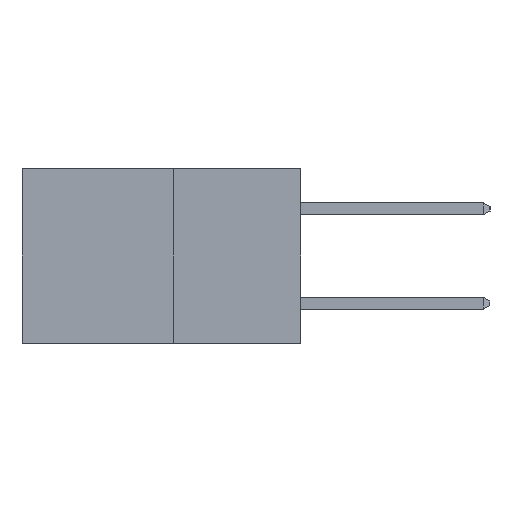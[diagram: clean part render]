
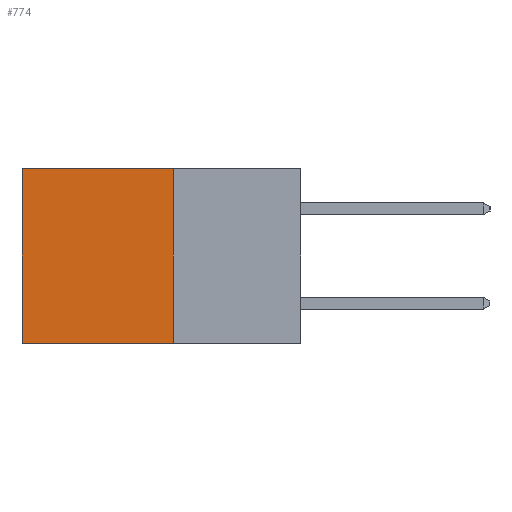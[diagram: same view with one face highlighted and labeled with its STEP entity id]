
A CAD part, left-side view. The second image highlights one B-rep face of the part: STEP entity #774.
In plain terms, the highlighted planar face has unit normal (-1, 0, 0).
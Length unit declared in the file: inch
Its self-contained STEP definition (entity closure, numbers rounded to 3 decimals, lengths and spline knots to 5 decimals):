
#286 = LINE ( 'NONE', #5733, #4279 ) ;
#428 = EDGE_CURVE ( 'NONE', #4457, #2843, #8699, .T. ) ;
#774 = ADVANCED_FACE ( 'NONE', ( #2203 ), #5340, .F. ) ;
#1122 = EDGE_LOOP ( 'NONE', ( #6663, #6360, #5830, #5805 ) ) ;
#1474 = DIRECTION ( 'NONE',  ( 1., 0., 0. ) ) ;
#1613 = DIRECTION ( 'NONE',  ( 0., 1., 0. ) ) ;
#2203 = FACE_OUTER_BOUND ( 'NONE', #1122, .T. ) ;
#2317 = LINE ( 'NONE', #7585, #5986 ) ;
#2843 = VERTEX_POINT ( 'NONE', #7983 ) ;
#3800 = LINE ( 'NONE', #4270, #5184 ) ;
#3806 = CARTESIAN_POINT ( 'NONE',  ( 0.277, 0.59, -0.37 ) ) ;
#3854 = CARTESIAN_POINT ( 'NONE',  ( 0.277, 0.27, -0.37 ) ) ;
#4270 = CARTESIAN_POINT ( 'NONE',  ( 0.277, 0.59, -0.37 ) ) ;
#4279 = VECTOR ( 'NONE', #1613, 39.37008 ) ;
#4457 = VERTEX_POINT ( 'NONE', #7321 ) ;
#4663 = VERTEX_POINT ( 'NONE', #5894 ) ;
#4790 = DIRECTION ( 'NONE',  ( 0., 0., -1. ) ) ;
#5184 = VECTOR ( 'NONE', #6984, 39.37008 ) ;
#5340 = PLANE ( 'NONE',  #6208 ) ;
#5733 = CARTESIAN_POINT ( 'NONE',  ( 0.277, 0.27, 0. ) ) ;
#5805 = ORIENTED_EDGE ( 'NONE', *, *, #6964, .T. ) ;
#5830 = ORIENTED_EDGE ( 'NONE', *, *, #428, .F. ) ;
#5894 = CARTESIAN_POINT ( 'NONE',  ( 0.277, 0.59, 0. ) ) ;
#5986 = VECTOR ( 'NONE', #8245, 39.37008 ) ;
#6153 = EDGE_CURVE ( 'NONE', #2843, #7946, #2317, .T. ) ;
#6208 = AXIS2_PLACEMENT_3D ( 'NONE', #7424, #1474, #8198 ) ;
#6360 = ORIENTED_EDGE ( 'NONE', *, *, #6153, .F. ) ;
#6663 = ORIENTED_EDGE ( 'NONE', *, *, #8543, .T. ) ;
#6964 = EDGE_CURVE ( 'NONE', #4457, #4663, #286, .T. ) ;
#6984 = DIRECTION ( 'NONE',  ( 0., 0., -1. ) ) ;
#7177 = VECTOR ( 'NONE', #4790, 39.37008 ) ;
#7321 = CARTESIAN_POINT ( 'NONE',  ( 0.277, 0.27, 0. ) ) ;
#7424 = CARTESIAN_POINT ( 'NONE',  ( 0.277, 0.27, -0.37 ) ) ;
#7585 = CARTESIAN_POINT ( 'NONE',  ( 0.277, 0.27, -0.37 ) ) ;
#7946 = VERTEX_POINT ( 'NONE', #3806 ) ;
#7983 = CARTESIAN_POINT ( 'NONE',  ( 0.277, 0.27, -0.37 ) ) ;
#8198 = DIRECTION ( 'NONE',  ( 0., 0., -1. ) ) ;
#8245 = DIRECTION ( 'NONE',  ( 0., 1., 0. ) ) ;
#8543 = EDGE_CURVE ( 'NONE', #4663, #7946, #3800, .T. ) ;
#8699 = LINE ( 'NONE', #3854, #7177 ) ;
